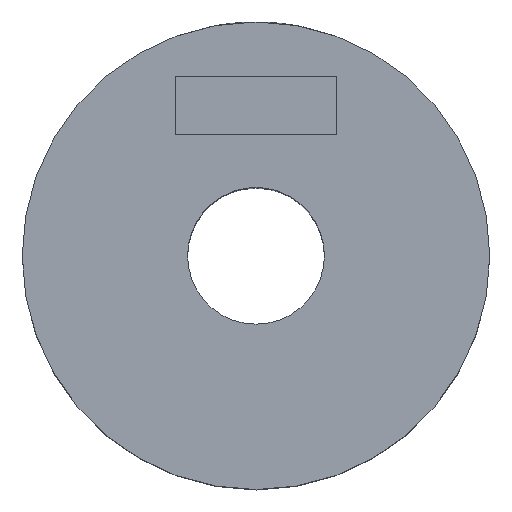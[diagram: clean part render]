
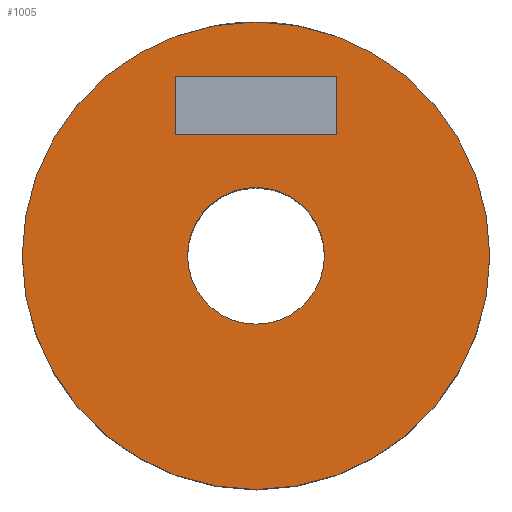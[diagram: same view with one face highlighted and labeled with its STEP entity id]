
A CAD part, top view. The second image highlights one B-rep face of the part: STEP entity #1005.
In plain terms, the highlighted planar face has unit normal (0, 0, 1).
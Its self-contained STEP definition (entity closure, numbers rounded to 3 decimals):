
#31=FACE_BOUND($,#247,.T.);
#32=FACE_BOUND($,#248,.T.);
#33=FACE_BOUND($,#249,.T.);
#99=CIRCLE($,#1125,2.602);
#100=CIRCLE($,#1127,8.896);
#247=EDGE_LOOP($,(#926,#927,#928,#929));
#248=EDGE_LOOP($,(#930));
#249=EDGE_LOOP($,(#931));
#312=LINE($,#1777,#386);
#316=LINE($,#1785,#390);
#319=LINE($,#1791,#393);
#322=LINE($,#1796,#396);
#386=VECTOR($,#1417,2.235);
#390=VECTOR($,#1423,6.149);
#393=VECTOR($,#1428,2.235);
#396=VECTOR($,#1433,6.149);
#486=VERTEX_POINT($,#1775);
#487=VERTEX_POINT($,#1776);
#490=VERTEX_POINT($,#1784);
#492=VERTEX_POINT($,#1790);
#494=VERTEX_POINT($,#1800);
#495=VERTEX_POINT($,#1803);
#627=EDGE_CURVE($,#486,#487,#312,.T.);
#631=EDGE_CURVE($,#490,#486,#316,.T.);
#634=EDGE_CURVE($,#492,#490,#319,.T.);
#637=EDGE_CURVE($,#487,#492,#322,.T.);
#639=EDGE_CURVE($,#494,#494,#99,.T.);
#640=EDGE_CURVE($,#495,#495,#100,.T.);
#926=ORIENTED_EDGE($,*,*,#627,.T.);
#927=ORIENTED_EDGE($,*,*,#637,.T.);
#928=ORIENTED_EDGE($,*,*,#634,.T.);
#929=ORIENTED_EDGE($,*,*,#631,.T.);
#930=ORIENTED_EDGE($,*,*,#639,.T.);
#931=ORIENTED_EDGE($,*,*,#640,.T.);
#951=PLANE($,#1130);
#1005=ADVANCED_FACE($,(#31,#32,#33),#951,.T.);
#1125=AXIS2_PLACEMENT_3D($,#1801,#1439,#1440);
#1127=AXIS2_PLACEMENT_3D($,#1804,#1443,#1444);
#1130=AXIS2_PLACEMENT_3D($,#1808,#1449,#1450);
#1417=DIRECTION($,(0.,-1.,0.));
#1423=DIRECTION($,(1.,0.,0.));
#1428=DIRECTION($,(0.,1.,0.));
#1433=DIRECTION($,(-1.,0.,0.));
#1439=DIRECTION('center_axis',(0.,0.,-1.));
#1440=DIRECTION('ref_axis',(-1.,0.,0.));
#1443=DIRECTION('center_axis',(0.,0.,1.));
#1444=DIRECTION('ref_axis',(-1.,0.,0.));
#1449=DIRECTION('center_axis',(0.,0.,1.));
#1450=DIRECTION('ref_axis',(1.,0.,0.));
#1775=CARTESIAN_POINT('',(3.075,6.837,16.85));
#1776=CARTESIAN_POINT('',(3.075,4.602,16.85));
#1777=CARTESIAN_POINT($,(3.075,3.419,16.85));
#1784=CARTESIAN_POINT('',(-3.075,6.837,16.85));
#1785=CARTESIAN_POINT($,(-1.537,6.837,16.85));
#1790=CARTESIAN_POINT('',(-3.075,4.602,16.85));
#1791=CARTESIAN_POINT($,(-3.075,2.301,16.85));
#1796=CARTESIAN_POINT($,(1.537,4.602,16.85));
#1800=CARTESIAN_POINT('',(2.602,0.,16.85));
#1801=CARTESIAN_POINT('Origin',(0.,0.,16.85));
#1803=CARTESIAN_POINT('',(8.896,0.,16.85));
#1804=CARTESIAN_POINT('Origin',(0.,0.,16.85));
#1808=CARTESIAN_POINT('Origin',(0.,0.,
16.85));
